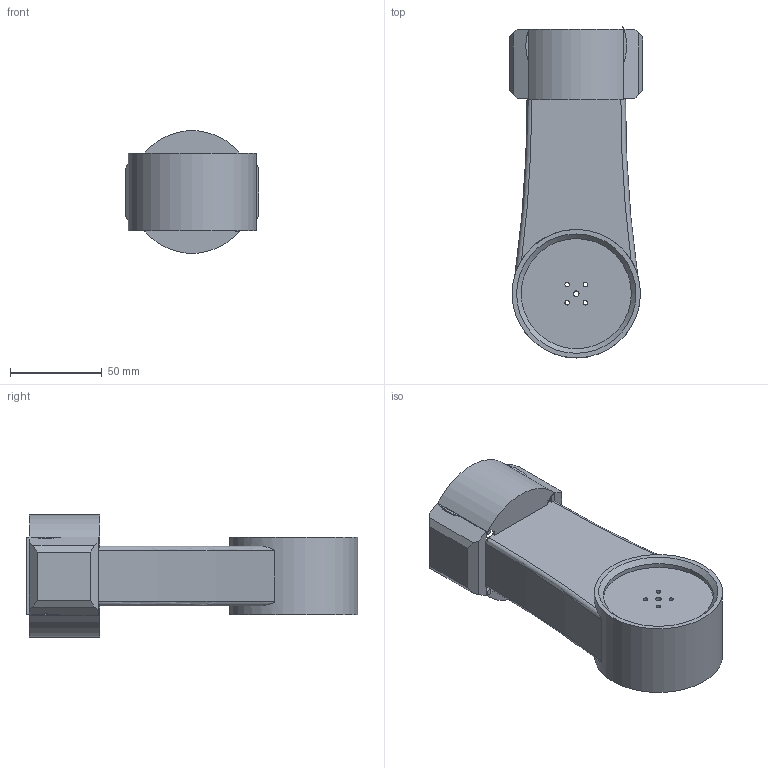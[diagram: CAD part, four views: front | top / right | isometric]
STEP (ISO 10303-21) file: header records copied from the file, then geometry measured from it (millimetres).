
FILE_DESCRIPTION(/* description */ ('STEP AP242 Edition 2','CAx-IF Rec.Pracs.---Representation and Presentation of Product Manufacturing Information (PMI)---4.0---2014-10-13','CAx-IF Rec.Pracs.---3D Tessellated Geometry---0.4---2014-09-14','2;1','CAx-IF Rec.Pracs.---User Defined Attributes---1.5---2016-08-15'),/* implementation_level */ '2;1');
FILE_NAME(/* name */ '694c795818e348e302aceaf7',/* time_stamp */ '2025-12-24T23:38:01Z',/* author */ (''),/* organization */ (''),/* preprocessor_version */ 'ST-DEVELOPER v20',/* originating_system */ 'ONSHAPE BY PTC INC, 1.208',/* authorisation */ ' ');
FILE_SCHEMA (('AP242_MANAGED_MODEL_BASED_3D_ENGINEERING_MIM_LF { 1 0 10303 442 3 1 4 }'));
Length unit declared in the file: metre
Products named in the file (8): Part 2; Part 8; Part 6; Part 7; Part 5; Part 4; Part 1; Part 3
Bounding box: 72.64 x 180.87 x 66.71 mm (x, y, z)
Volume: 145697.6 mm3; surface area: 76520.9 mm2
Topology: 8 solids, 8 shells, 158 faces, 407 edges, 271 vertices
Faces by surface type: plane 110, cylinder 39, cone 4, torus 4, bspline 1
Full cylindrical faces by diameter (mm): 2.48 x8, 2.98 x2, 60 x3, 70 x1
Entity records: 5013 total; most frequent: CARTESIAN_POINT 974, DIRECTION 784, ORIENTED_EDGE 778, EDGE_CURVE 389, VERTEX_POINT 269, AXIS2_PLACEMENT_3D 267, LINE 250, VECTOR 250
